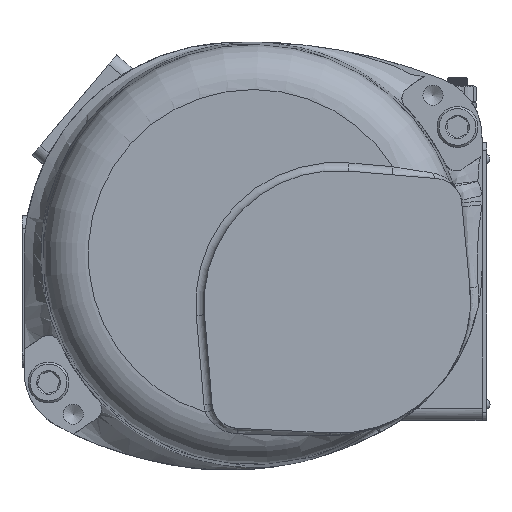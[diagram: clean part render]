
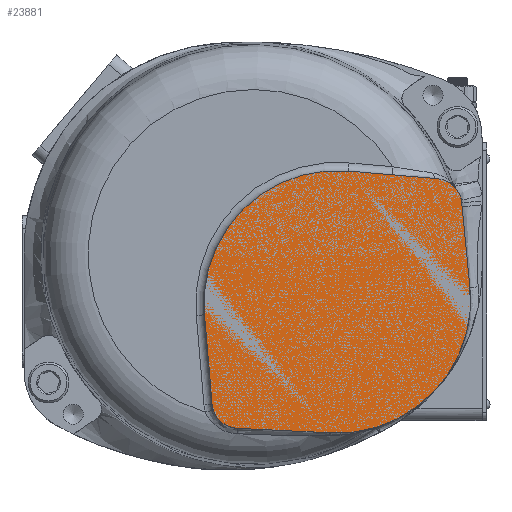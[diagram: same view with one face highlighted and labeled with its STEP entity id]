
A CAD part, top view. The second image highlights one B-rep face of the part: STEP entity #23881.
In plain terms, the highlighted planar face has unit normal (0, 0, 1).
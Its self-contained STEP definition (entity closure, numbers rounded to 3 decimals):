
#864=PLANE('',#26479);
#1690=LINE('',#91410,#2589);
#1691=LINE('',#91414,#2590);
#1692=LINE('',#91418,#2591);
#1693=LINE('',#91422,#2592);
#2589=VECTOR('',#31812,10.);
#2590=VECTOR('',#31815,10.);
#2591=VECTOR('',#31818,10.);
#2592=VECTOR('',#31821,10.);
#4415=CIRCLE('',#26480,32.5);
#4416=CIRCLE('',#26481,6.5);
#4417=CIRCLE('',#26482,32.5);
#4418=CIRCLE('',#26483,6.5);
#7537=FACE_OUTER_BOUND('',#9230,.T.);
#9230=EDGE_LOOP('',(#21155,#21156,#21157,#21158,#21159,#21160,#21161,#21162));
#12157=VERTEX_POINT('',#91408);
#12158=VERTEX_POINT('',#91409);
#12159=VERTEX_POINT('',#91411);
#12160=VERTEX_POINT('',#91413);
#12161=VERTEX_POINT('',#91415);
#12162=VERTEX_POINT('',#91417);
#12163=VERTEX_POINT('',#91419);
#12164=VERTEX_POINT('',#91421);
#15217=EDGE_CURVE('',#12157,#12158,#1690,.T.);
#15218=EDGE_CURVE('',#12159,#12157,#4415,.T.);
#15219=EDGE_CURVE('',#12160,#12159,#1691,.T.);
#15220=EDGE_CURVE('',#12161,#12160,#4416,.T.);
#15221=EDGE_CURVE('',#12162,#12161,#1692,.T.);
#15222=EDGE_CURVE('',#12163,#12162,#4417,.T.);
#15223=EDGE_CURVE('',#12164,#12163,#1693,.T.);
#15224=EDGE_CURVE('',#12158,#12164,#4418,.T.);
#21155=ORIENTED_EDGE('',*,*,#15217,.F.);
#21156=ORIENTED_EDGE('',*,*,#15218,.F.);
#21157=ORIENTED_EDGE('',*,*,#15219,.F.);
#21158=ORIENTED_EDGE('',*,*,#15220,.F.);
#21159=ORIENTED_EDGE('',*,*,#15221,.F.);
#21160=ORIENTED_EDGE('',*,*,#15222,.F.);
#21161=ORIENTED_EDGE('',*,*,#15223,.F.);
#21162=ORIENTED_EDGE('',*,*,#15224,.F.);
#23881=ADVANCED_FACE('',(#7537),#864,.F.);
#26479=AXIS2_PLACEMENT_3D('',#91407,#31810,#31811);
#26480=AXIS2_PLACEMENT_3D('',#91412,#31813,#31814);
#26481=AXIS2_PLACEMENT_3D('',#91416,#31816,#31817);
#26482=AXIS2_PLACEMENT_3D('',#91420,#31819,#31820);
#26483=AXIS2_PLACEMENT_3D('',#91423,#31822,#31823);
#31810=DIRECTION('center_axis',(0.,0.,
-1.));
#31811=DIRECTION('ref_axis',(-1.,0.,0.));
#31812=DIRECTION('',(-0.999,0.048,0.));
#31813=DIRECTION('center_axis',(0.,0.,
-1.));
#31814=DIRECTION('ref_axis',(0.995,0.097,0.));
#31815=DIRECTION('',(0.097,-0.995,0.));
#31816=DIRECTION('center_axis',(0.,0.,
-1.));
#31817=DIRECTION('ref_axis',(0.085,0.996,0.));
#31818=DIRECTION('',(0.996,-0.085,0.));
#31819=DIRECTION('center_axis',(0.,0.,
-1.));
#31820=DIRECTION('ref_axis',(-0.996,-0.085,0.));
#31821=DIRECTION('',(-0.085,0.996,0.));
#31822=DIRECTION('center_axis',(0.,0.,
-1.));
#31823=DIRECTION('ref_axis',(-0.048,-0.999,0.));
#91407=CARTESIAN_POINT('Origin',(20.408,-11.839,65.25));
#91408=CARTESIAN_POINT('',(19.124,-43.637,65.25));
#91409=CARTESIAN_POINT('',(-3.853,-42.534,65.25));
#91410=CARTESIAN_POINT('',(19.003,-43.631,65.25));
#91411=CARTESIAN_POINT('',(53.029,-8.02,65.25));
#91412=CARTESIAN_POINT('Origin',(20.682,-11.175,65.25));
#91413=CARTESIAN_POINT('',(51.011,12.672,65.25));
#91414=CARTESIAN_POINT('',(52.051,2.01,65.25));
#91415=CARTESIAN_POINT('',(45.095,18.518,65.25));
#91416=CARTESIAN_POINT('Origin',(44.542,12.042,65.25));
#91417=CARTESIAN_POINT('',(23.265,20.382,65.25));
#91418=CARTESIAN_POINT('',(23.213,20.387,65.25));
#91419=CARTESIAN_POINT('',(-11.882,-14.765,65.25));
#91420=CARTESIAN_POINT('Origin',(20.5,-12.,65.25));
#91421=CARTESIAN_POINT('',(-10.018,-36.595,65.25));
#91422=CARTESIAN_POINT('',(-10.957,-25.596,65.25));
#91423=CARTESIAN_POINT('Origin',(-3.542,-36.042,65.25));
